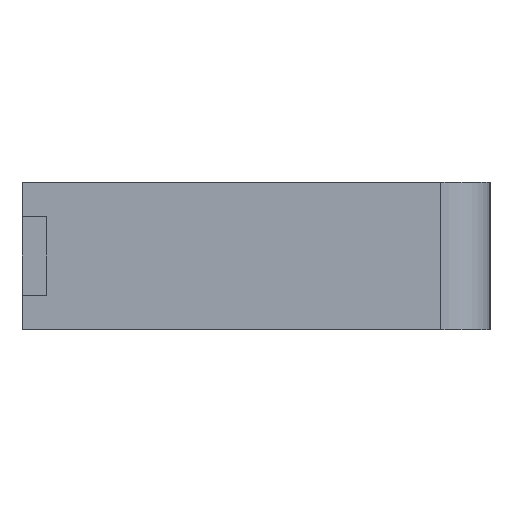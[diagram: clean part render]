
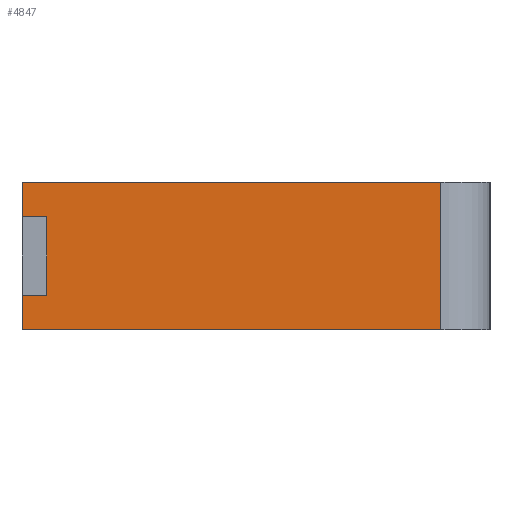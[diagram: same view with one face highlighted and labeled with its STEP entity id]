
A CAD part, left-side view. The second image highlights one B-rep face of the part: STEP entity #4847.
In plain terms, the highlighted planar face has unit normal (-1, 0, 0).
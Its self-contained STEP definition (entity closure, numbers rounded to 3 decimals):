
#60 = EDGE_CURVE ( 'NONE', #6679, #2371, #2796, .T. ) ;
#76 = CARTESIAN_POINT ( 'NONE',  ( -19.5, 9.5, -3. ) ) ;
#202 = AXIS2_PLACEMENT_3D ( 'NONE', #750, #3850, #1236 ) ;
#256 = CARTESIAN_POINT ( 'NONE',  ( -19.5, 9.5, -3. ) ) ;
#276 = VERTEX_POINT ( 'NONE', #2963 ) ;
#363 = CARTESIAN_POINT ( 'NONE',  ( -19.5, 8.5, -1.59 ) ) ;
#434 = ORIENTED_EDGE ( 'NONE', *, *, #6398, .T. ) ;
#667 = CARTESIAN_POINT ( 'NONE',  ( -19.5, -7.5, -3. ) ) ;
#693 = VERTEX_POINT ( 'NONE', #3510 ) ;
#726 = VERTEX_POINT ( 'NONE', #1246 ) ;
#750 = CARTESIAN_POINT ( 'NONE',  ( -19.5, 9.5, 3. ) ) ;
#1150 = DIRECTION ( 'NONE',  ( 0., 0., -1. ) ) ;
#1236 = DIRECTION ( 'NONE',  ( 0., 1., 0. ) ) ;
#1246 = CARTESIAN_POINT ( 'NONE',  ( -19.5, 9.5, 1.59 ) ) ;
#1303 = VECTOR ( 'NONE', #5355, 1000. ) ;
#1304 = FACE_OUTER_BOUND ( 'NONE', #6511, .T. ) ;
#1328 = VERTEX_POINT ( 'NONE', #363 ) ;
#1505 = EDGE_CURVE ( 'NONE', #693, #1328, #4346, .T. ) ;
#1524 = VECTOR ( 'NONE', #5321, 1000. ) ;
#1541 = ORIENTED_EDGE ( 'NONE', *, *, #4798, .F. ) ;
#1705 = ORIENTED_EDGE ( 'NONE', *, *, #1505, .T. ) ;
#1800 = PLANE ( 'NONE',  #202 ) ;
#1830 = LINE ( 'NONE', #5529, #5602 ) ;
#2132 = CARTESIAN_POINT ( 'NONE',  ( -19.5, 9.5, -1.59 ) ) ;
#2226 = ORIENTED_EDGE ( 'NONE', *, *, #60, .T. ) ;
#2278 = EDGE_CURVE ( 'NONE', #2766, #276, #1830, .T. ) ;
#2349 = ORIENTED_EDGE ( 'NONE', *, *, #2278, .T. ) ;
#2371 = VERTEX_POINT ( 'NONE', #256 ) ;
#2766 = VERTEX_POINT ( 'NONE', #667 ) ;
#2770 = LINE ( 'NONE', #5837, #1303 ) ;
#2796 = LINE ( 'NONE', #6515, #4612 ) ;
#2813 = LINE ( 'NONE', #4941, #3650 ) ;
#2947 = DIRECTION ( 'NONE',  ( 0., -1., 0. ) ) ;
#2963 = CARTESIAN_POINT ( 'NONE',  ( -19.5, -7.5, 3. ) ) ;
#3114 = LINE ( 'NONE', #4790, #5979 ) ;
#3206 = ORIENTED_EDGE ( 'NONE', *, *, #5953, .T. ) ;
#3398 = CARTESIAN_POINT ( 'NONE',  ( -19.5, 9.5, 3. ) ) ;
#3510 = CARTESIAN_POINT ( 'NONE',  ( -19.5, 8.5, 1.59 ) ) ;
#3650 = VECTOR ( 'NONE', #2947, 1000. ) ;
#3707 = DIRECTION ( 'NONE',  ( 0., 0., -1. ) ) ;
#3760 = ORIENTED_EDGE ( 'NONE', *, *, #5064, .T. ) ;
#3786 = LINE ( 'NONE', #4908, #6188 ) ;
#3850 = DIRECTION ( 'NONE',  ( 1., 0., 0. ) ) ;
#4236 = DIRECTION ( 'NONE',  ( 0., 1., 0. ) ) ;
#4239 = CARTESIAN_POINT ( 'NONE',  ( -19.5, 8.5, 3. ) ) ;
#4346 = LINE ( 'NONE', #4239, #6244 ) ;
#4410 = DIRECTION ( 'NONE',  ( 0., 0., 1. ) ) ;
#4612 = VECTOR ( 'NONE', #1150, 1000. ) ;
#4790 = CARTESIAN_POINT ( 'NONE',  ( -19.5, 9.5, -1.59 ) ) ;
#4798 = EDGE_CURVE ( 'NONE', #4830, #276, #2813, .T. ) ;
#4830 = VERTEX_POINT ( 'NONE', #3398 ) ;
#4847 = ADVANCED_FACE ( 'NONE', ( #1304 ), #1800, .F. ) ;
#4908 = CARTESIAN_POINT ( 'NONE',  ( -19.5, 9.5, 1.59 ) ) ;
#4941 = CARTESIAN_POINT ( 'NONE',  ( -19.5, 9.5, 3. ) ) ;
#5064 = EDGE_CURVE ( 'NONE', #1328, #6679, #3114, .T. ) ;
#5097 = ORIENTED_EDGE ( 'NONE', *, *, #6405, .T. ) ;
#5321 = DIRECTION ( 'NONE',  ( 0., -1., 0. ) ) ;
#5355 = DIRECTION ( 'NONE',  ( 0., 0., -1. ) ) ;
#5529 = CARTESIAN_POINT ( 'NONE',  ( -19.5, -7.5, 3. ) ) ;
#5602 = VECTOR ( 'NONE', #4410, 1000. ) ;
#5837 = CARTESIAN_POINT ( 'NONE',  ( -19.5, 9.5, 3. ) ) ;
#5917 = DIRECTION ( 'NONE',  ( 0., -1., 0. ) ) ;
#5953 = EDGE_CURVE ( 'NONE', #726, #693, #3786, .T. ) ;
#5979 = VECTOR ( 'NONE', #4236, 1000. ) ;
#6188 = VECTOR ( 'NONE', #5917, 1000. ) ;
#6244 = VECTOR ( 'NONE', #3707, 1000. ) ;
#6398 = EDGE_CURVE ( 'NONE', #4830, #726, #2770, .T. ) ;
#6405 = EDGE_CURVE ( 'NONE', #2371, #2766, #6418, .T. ) ;
#6418 = LINE ( 'NONE', #76, #1524 ) ;
#6511 = EDGE_LOOP ( 'NONE', ( #5097, #2349, #1541, #434, #3206, #1705, #3760, #2226 ) ) ;
#6515 = CARTESIAN_POINT ( 'NONE',  ( -19.5, 9.5, 3. ) ) ;
#6679 = VERTEX_POINT ( 'NONE', #2132 ) ;
